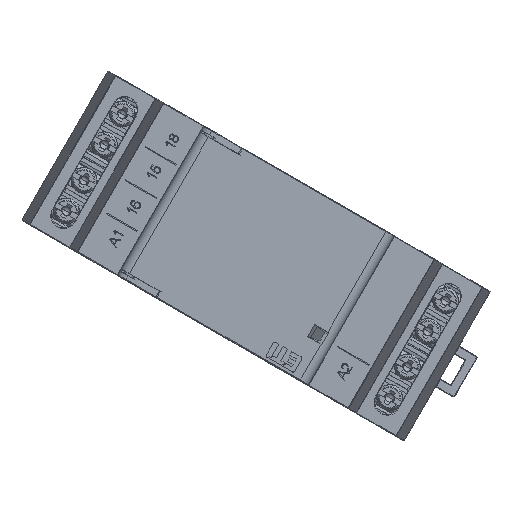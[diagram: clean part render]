
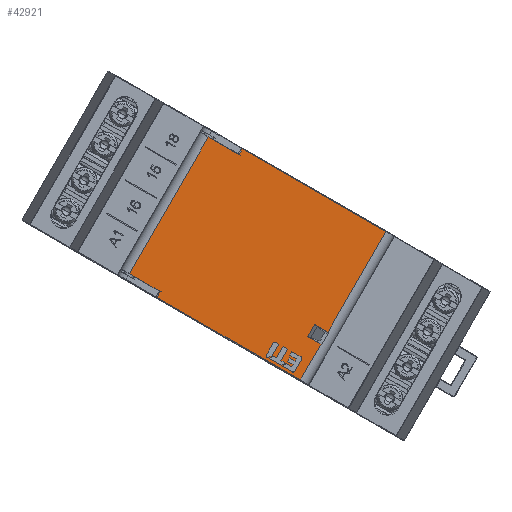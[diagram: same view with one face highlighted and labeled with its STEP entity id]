
A CAD part, top view. The second image highlights one B-rep face of the part: STEP entity #42921.
In plain terms, the highlighted planar face has unit normal (0, 0, -1).
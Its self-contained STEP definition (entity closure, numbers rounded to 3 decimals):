
#40233=DIRECTION('',(-0.866,0.5,0.));
#40234=VECTOR('',#40233,33.668);
#40235=CARTESIAN_POINT('',(-53.725,82.371,
80.016));
#40236=LINE('',#40235,#40234);
#40240=DIRECTION('',(-0.5,-0.866,0.));
#40241=VECTOR('',#40240,1.38);
#40242=CARTESIAN_POINT('',(-82.888,99.196,
80.016));
#40243=LINE('',#40242,#40241);
#40247=DIRECTION('',(-0.866,0.5,0.));
#40248=VECTOR('',#40247,7.202);
#40249=CARTESIAN_POINT('',(-83.578,98.,
80.016));
#40250=LINE('',#40249,#40248);
#40254=DIRECTION('',(-0.5,-0.866,0.));
#40255=VECTOR('',#40254,32.08);
#40256=CARTESIAN_POINT('',(-89.816,101.599,
80.016));
#40257=LINE('',#40256,#40255);
#40261=DIRECTION('',(0.866,-0.5,0.));
#40262=VECTOR('',#40261,7.202);
#40263=CARTESIAN_POINT('',(-105.847,73.812,
80.016));
#40264=LINE('',#40263,#40262);
#40268=DIRECTION('',(0.866,-0.5,0.));
#40269=VECTOR('',#40268,33.668);
#40270=CARTESIAN_POINT('',(-100.298,69.018,
80.016));
#40271=LINE('',#40270,#40269);
#40275=DIRECTION('',(0.5,0.866,0.));
#40276=VECTOR('',#40275,8.436);
#40277=CARTESIAN_POINT('',(-71.135,52.193,
80.016));
#40278=LINE('',#40277,#40276);
#40282=DIRECTION('',(-0.866,0.5,0.));
#40283=VECTOR('',#40282,3.104);
#40284=CARTESIAN_POINT('',(-66.919,59.501,
80.016));
#40285=LINE('',#40284,#40283);
#40289=DIRECTION('',(0.5,0.866,0.));
#40290=VECTOR('',#40289,2.827);
#40291=CARTESIAN_POINT('',(-69.608,61.052,
80.016));
#40292=LINE('',#40291,#40290);
#40296=DIRECTION('',(0.5,0.866,0.));
#40297=VECTOR('',#40296,23.576);
#40298=CARTESIAN_POINT('',(-65.506,61.95,
80.016));
#40299=LINE('',#40298,#40297);
#40431=DIRECTION('',(-0.866,0.5,0.));
#40432=VECTOR('',#40431,3.104);
#40433=CARTESIAN_POINT('',(-65.506,61.95,
80.016));
#40434=LINE('',#40433,#40432);
#40865=DIRECTION('',(0.5,0.866,0.));
#40866=VECTOR('',#40865,1.38);
#40867=CARTESIAN_POINT('',(-100.298,69.018,
80.016));
#40868=LINE('',#40867,#40866);
#42135=CARTESIAN_POINT('',(-99.608,70.213,
80.016));
#42136=VERTEX_POINT('',#42135);
#42137=CARTESIAN_POINT('',(-105.847,73.812,
80.016));
#42138=VERTEX_POINT('',#42137);
#42185=CARTESIAN_POINT('',(-89.816,101.599,
80.016));
#42186=VERTEX_POINT('',#42185);
#42187=CARTESIAN_POINT('',(-53.725,82.371,
80.016));
#42188=CARTESIAN_POINT('',(-82.888,99.196,
80.016));
#42189=VERTEX_POINT('',#42187);
#42190=VERTEX_POINT('',#42188);
#42191=CARTESIAN_POINT('',(-83.578,98.,
80.016));
#42192=VERTEX_POINT('',#42191);
#42193=CARTESIAN_POINT('',(-100.298,69.018,
80.016));
#42194=VERTEX_POINT('',#42193);
#42195=CARTESIAN_POINT('',(-71.135,52.193,
80.016));
#42196=VERTEX_POINT('',#42195);
#42197=CARTESIAN_POINT('',(-66.919,59.501,
80.016));
#42198=VERTEX_POINT('',#42197);
#42199=CARTESIAN_POINT('',(-69.608,61.052,
80.016));
#42200=VERTEX_POINT('',#42199);
#42201=CARTESIAN_POINT('',(-68.195,63.501,
80.016));
#42202=VERTEX_POINT('',#42201);
#42203=CARTESIAN_POINT('',(-65.506,61.95,
80.016));
#42204=VERTEX_POINT('',#42203);
#42892=CARTESIAN_POINT('',(-52.029,81.508,
80.016));
#42893=DIRECTION('',(0.,0.,-1.));
#42894=DIRECTION('',(1.,0.,0.));
#42895=AXIS2_PLACEMENT_3D('',#42892,#42893,#42894);
#42896=PLANE('',#42895);
#42898=ORIENTED_EDGE('',*,*,#42897,.T.);
#42900=ORIENTED_EDGE('',*,*,#42899,.T.);
#42902=ORIENTED_EDGE('',*,*,#42901,.T.);
#42903=ORIENTED_EDGE('',*,*,#42876,.T.);
#42904=ORIENTED_EDGE('',*,*,#42614,.T.);
#42906=ORIENTED_EDGE('',*,*,#42905,.F.);
#42908=ORIENTED_EDGE('',*,*,#42907,.T.);
#42910=ORIENTED_EDGE('',*,*,#42909,.T.);
#42912=ORIENTED_EDGE('',*,*,#42911,.T.);
#42914=ORIENTED_EDGE('',*,*,#42913,.T.);
#42916=ORIENTED_EDGE('',*,*,#42915,.F.);
#42918=ORIENTED_EDGE('',*,*,#42917,.T.);
#42919=EDGE_LOOP('',(#42898,#42900,#42902,#42903,#42904,#42906,#42908,#42910,
#42912,#42914,#42916,#42918));
#42920=FACE_OUTER_BOUND('',#42919,.F.);
#42614=EDGE_CURVE('',#42138,#42136,#40264,.T.);
#42876=EDGE_CURVE('',#42186,#42138,#40257,.T.);
#42897=EDGE_CURVE('',#42189,#42190,#40236,.T.);
#42899=EDGE_CURVE('',#42190,#42192,#40243,.T.);
#42901=EDGE_CURVE('',#42192,#42186,#40250,.T.);
#42905=EDGE_CURVE('',#42194,#42136,#40868,.T.);
#42907=EDGE_CURVE('',#42194,#42196,#40271,.T.);
#42909=EDGE_CURVE('',#42196,#42198,#40278,.T.);
#42911=EDGE_CURVE('',#42198,#42200,#40285,.T.);
#42913=EDGE_CURVE('',#42200,#42202,#40292,.T.);
#42915=EDGE_CURVE('',#42204,#42202,#40434,.T.);
#42917=EDGE_CURVE('',#42204,#42189,#40299,.T.);
#42921=ADVANCED_FACE('',(#42920),#42896,.T.);
